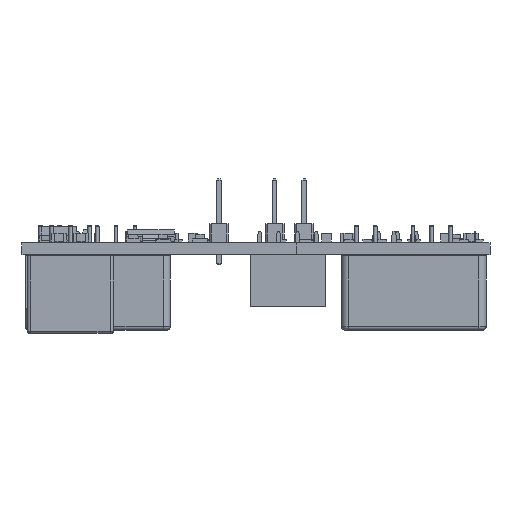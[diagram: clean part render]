
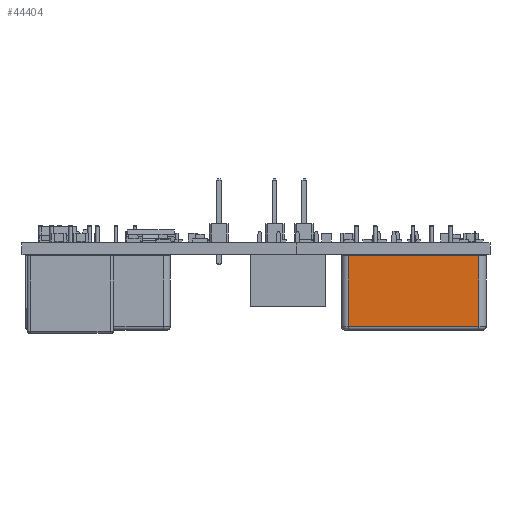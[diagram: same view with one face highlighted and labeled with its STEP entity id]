
A CAD part, left-side view. The second image highlights one B-rep face of the part: STEP entity #44404.
In plain terms, the highlighted face is planar.
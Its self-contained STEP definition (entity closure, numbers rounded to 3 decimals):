
#43980 = PLANE('',#43981);
#43981 = AXIS2_PLACEMENT_3D('',#43982,#43983,#43984);
#43982 = CARTESIAN_POINT('',(-1.77,-7.72,0.1));
#43983 = DIRECTION('',(0.,0.,-1.));
#43984 = DIRECTION('',(0.,-1.,0.));
#44026 = EDGE_CURVE('',#44027,#44029,#44031,.T.);
#44027 = VERTEX_POINT('',#44028);
#44028 = CARTESIAN_POINT('',(1.23,1.055,0.1));
#44029 = VERTEX_POINT('',#44030);
#44030 = CARTESIAN_POINT('',(1.23,-16.495,0.1));
#44031 = SURFACE_CURVE('',#44032,(#44036,#44043),.PCURVE_S1.);
#44032 = LINE('',#44033,#44034);
#44033 = CARTESIAN_POINT('',(1.23,2.03,0.1));
#44034 = VECTOR('',#44035,1.);
#44035 = DIRECTION('',(0.,-1.,0.));
#44036 = PCURVE('',#43980,#44037);
#44037 = DEFINITIONAL_REPRESENTATION('',(#44038),#44042);
#44038 = LINE('',#44039,#44040);
#44039 = CARTESIAN_POINT('',(-9.75,-3.));
#44040 = VECTOR('',#44041,1.);
#44041 = DIRECTION('',(1.,0.));
#44042 = ( GEOMETRIC_REPRESENTATION_CONTEXT(2) 
PARAMETRIC_REPRESENTATION_CONTEXT() REPRESENTATION_CONTEXT('2D SPACE',''
  ) );
#44043 = PCURVE('',#44044,#44049);
#44044 = PLANE('',#44045);
#44045 = AXIS2_PLACEMENT_3D('',#44046,#44047,#44048);
#44046 = CARTESIAN_POINT('',(1.23,2.03,0.1));
#44047 = DIRECTION('',(1.,0.,0.));
#44048 = DIRECTION('',(0.,-1.,0.));
#44049 = DEFINITIONAL_REPRESENTATION('',(#44050),#44054);
#44050 = LINE('',#44051,#44052);
#44051 = CARTESIAN_POINT('',(0.,0.));
#44052 = VECTOR('',#44053,1.);
#44053 = DIRECTION('',(1.,0.));
#44054 = ( GEOMETRIC_REPRESENTATION_CONTEXT(2) 
PARAMETRIC_REPRESENTATION_CONTEXT() REPRESENTATION_CONTEXT('2D SPACE',''
  ) );
#44077 = CYLINDRICAL_SURFACE('',#44078,0.975);
#44078 = AXIS2_PLACEMENT_3D('',#44079,#44080,#44081);
#44079 = CARTESIAN_POINT('',(0.255,-16.495,0.1));
#44080 = DIRECTION('',(0.,0.,1.));
#44081 = DIRECTION('',(0.,-1.,0.));
#44250 = CYLINDRICAL_SURFACE('',#44251,0.975);
#44251 = AXIS2_PLACEMENT_3D('',#44252,#44253,#44254);
#44252 = CARTESIAN_POINT('',(0.255,1.055,0.1));
#44253 = DIRECTION('',(0.,0.,1.));
#44254 = DIRECTION('',(1.,0.,-0.));
#44404 = ADVANCED_FACE('',(#44405),#44044,.T.);
#44405 = FACE_BOUND('',#44406,.T.);
#44406 = EDGE_LOOP('',(#44407,#44430,#44458,#44479));
#44407 = ORIENTED_EDGE('',*,*,#44408,.T.);
#44408 = EDGE_CURVE('',#44027,#44409,#44411,.T.);
#44409 = VERTEX_POINT('',#44410);
#44410 = CARTESIAN_POINT('',(1.23,1.055,9.613));
#44411 = SURFACE_CURVE('',#44412,(#44416,#44423),.PCURVE_S1.);
#44412 = LINE('',#44413,#44414);
#44413 = CARTESIAN_POINT('',(1.23,1.055,0.1));
#44414 = VECTOR('',#44415,1.);
#44415 = DIRECTION('',(0.,0.,1.));
#44416 = PCURVE('',#44044,#44417);
#44417 = DEFINITIONAL_REPRESENTATION('',(#44418),#44422);
#44418 = LINE('',#44419,#44420);
#44419 = CARTESIAN_POINT('',(0.975,0.));
#44420 = VECTOR('',#44421,1.);
#44421 = DIRECTION('',(0.,-1.));
#44422 = ( GEOMETRIC_REPRESENTATION_CONTEXT(2) 
PARAMETRIC_REPRESENTATION_CONTEXT() REPRESENTATION_CONTEXT('2D SPACE',''
  ) );
#44423 = PCURVE('',#44250,#44424);
#44424 = DEFINITIONAL_REPRESENTATION('',(#44425),#44429);
#44425 = LINE('',#44426,#44427);
#44426 = CARTESIAN_POINT('',(0.,0.));
#44427 = VECTOR('',#44428,1.);
#44428 = DIRECTION('',(0.,1.));
#44429 = ( GEOMETRIC_REPRESENTATION_CONTEXT(2) 
PARAMETRIC_REPRESENTATION_CONTEXT() REPRESENTATION_CONTEXT('2D SPACE',''
  ) );
#44430 = ORIENTED_EDGE('',*,*,#44431,.T.);
#44431 = EDGE_CURVE('',#44409,#44432,#44434,.T.);
#44432 = VERTEX_POINT('',#44433);
#44433 = CARTESIAN_POINT('',(1.23,-16.495,9.613));
#44434 = SURFACE_CURVE('',#44435,(#44439,#44446),.PCURVE_S1.);
#44435 = LINE('',#44436,#44437);
#44436 = CARTESIAN_POINT('',(1.23,1.055,9.613));
#44437 = VECTOR('',#44438,1.);
#44438 = DIRECTION('',(0.,-1.,0.));
#44439 = PCURVE('',#44044,#44440);
#44440 = DEFINITIONAL_REPRESENTATION('',(#44441),#44445);
#44441 = LINE('',#44442,#44443);
#44442 = CARTESIAN_POINT('',(0.975,-9.513));
#44443 = VECTOR('',#44444,1.);
#44444 = DIRECTION('',(1.,0.));
#44445 = ( GEOMETRIC_REPRESENTATION_CONTEXT(2) 
PARAMETRIC_REPRESENTATION_CONTEXT() REPRESENTATION_CONTEXT('2D SPACE',''
  ) );
#44446 = PCURVE('',#44447,#44452);
#44447 = CYLINDRICAL_SURFACE('',#44448,0.488);
#44448 = AXIS2_PLACEMENT_3D('',#44449,#44450,#44451);
#44449 = CARTESIAN_POINT('',(0.743,1.055,9.613));
#44450 = DIRECTION('',(0.,-1.,0.));
#44451 = DIRECTION('',(1.,0.,0.));
#44452 = DEFINITIONAL_REPRESENTATION('',(#44453),#44457);
#44453 = LINE('',#44454,#44455);
#44454 = CARTESIAN_POINT('',(0.,0.));
#44455 = VECTOR('',#44456,1.);
#44456 = DIRECTION('',(0.,1.));
#44457 = ( GEOMETRIC_REPRESENTATION_CONTEXT(2) 
PARAMETRIC_REPRESENTATION_CONTEXT() REPRESENTATION_CONTEXT('2D SPACE',''
  ) );
#44458 = ORIENTED_EDGE('',*,*,#44459,.F.);
#44459 = EDGE_CURVE('',#44029,#44432,#44460,.T.);
#44460 = SURFACE_CURVE('',#44461,(#44465,#44472),.PCURVE_S1.);
#44461 = LINE('',#44462,#44463);
#44462 = CARTESIAN_POINT('',(1.23,-16.495,0.1));
#44463 = VECTOR('',#44464,1.);
#44464 = DIRECTION('',(0.,0.,1.));
#44465 = PCURVE('',#44044,#44466);
#44466 = DEFINITIONAL_REPRESENTATION('',(#44467),#44471);
#44467 = LINE('',#44468,#44469);
#44468 = CARTESIAN_POINT('',(18.525,0.));
#44469 = VECTOR('',#44470,1.);
#44470 = DIRECTION('',(0.,-1.));
#44471 = ( GEOMETRIC_REPRESENTATION_CONTEXT(2) 
PARAMETRIC_REPRESENTATION_CONTEXT() REPRESENTATION_CONTEXT('2D SPACE',''
  ) );
#44472 = PCURVE('',#44077,#44473);
#44473 = DEFINITIONAL_REPRESENTATION('',(#44474),#44478);
#44474 = LINE('',#44475,#44476);
#44475 = CARTESIAN_POINT('',(1.571,0.));
#44476 = VECTOR('',#44477,1.);
#44477 = DIRECTION('',(0.,1.));
#44478 = ( GEOMETRIC_REPRESENTATION_CONTEXT(2) 
PARAMETRIC_REPRESENTATION_CONTEXT() REPRESENTATION_CONTEXT('2D SPACE',''
  ) );
#44479 = ORIENTED_EDGE('',*,*,#44026,.F.);
